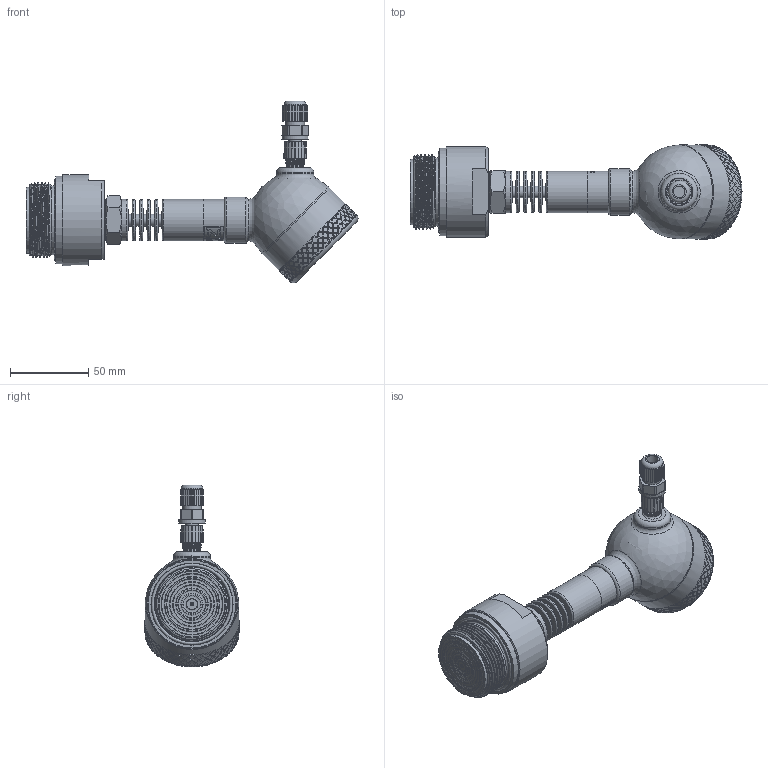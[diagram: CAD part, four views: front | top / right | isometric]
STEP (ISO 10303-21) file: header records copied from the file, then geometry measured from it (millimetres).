
FILE_DESCRIPTION(/* description */ (''),/* implementation_level */ '2;1');
FILE_NAME(/* name */ 'APZ3420mFH_G1-1''2DIN-flush_radiator_3.step',/* time_stamp */ '2021-07-07T15:41:36+03:00',/* author */ (''),/* organization */ (''),/* preprocessor_version */ 'ST-DEVELOPER v18.1',/* originating_system */ 'Autodesk Translation Framework v10.9.0.1377',/* authorisation */ '');
FILE_SCHEMA (('AUTOMOTIVE_DESIGN { 1 0 10303 214 3 1 1 }'));
Length unit declared in the file: millimetre
Products named in the file (8): АПЗ420М-полевойкорпус-
заполненный; Заполненный полевой 
корпус v13; Main body; Cover without display; M12x1 adapter; M12x1 female straight v9; G1\4EN radiator; G1-1'2DIN diaphragm 42 v6
Assembly tree (6 placements, depth 3):
  АПЗ420М-полевойкорпус-
заполненный
    Заполненный полевой 
корпус v13
      Main body
      Cover without display
      M12x1 adapter
      M12x1 female straight v9
    G1\4EN radiator
  G1-1'2DIN diaphragm 42 v6
Bounding box: 212.02 x 60.1 x 116.18 mm (x, y, z)
Volume: 353111.1 mm3; surface area: 61128.4 mm2
Topology: 9 solids, 9 shells, 1662 faces, 4118 edges, 2733 vertices
Faces by surface type: bspline 940, cylinder 327, plane 289, torus 59, cone 45, sphere 2
Full cylindrical faces by diameter (mm): 0.012 x1, 1 x4, 2 x1, 3.3 x1, 4 x1, 5 x3, 6.116 x1, 7.3 x1, 7.5 x5, 8 x3, 9.3 x1, 9.5 x2, 10.293 x1, 10.5 x2, 10.741 x7, 11 x1, 11.445 x5, 11.884 x6, 12 x1, 13.157 x9, 14 x1, 17 x1, 19.7 x1, 21.6 x1, 21.767 x1, 22.4 x1, 23.6 x1, 24.5 x2, 26.5 x3, 29.5 x1
Entity records: 77834 total; most frequent: CARTESIAN_POINT 45571, ORIENTED_EDGE 8232, EDGE_CURVE 4116, DIRECTION 3523, VERTEX_POINT 2733, B_SPLINE_CURVE_WITH_KNOTS 2671, EDGE_LOOP 1931, FACE_OUTER_BOUND 1662
